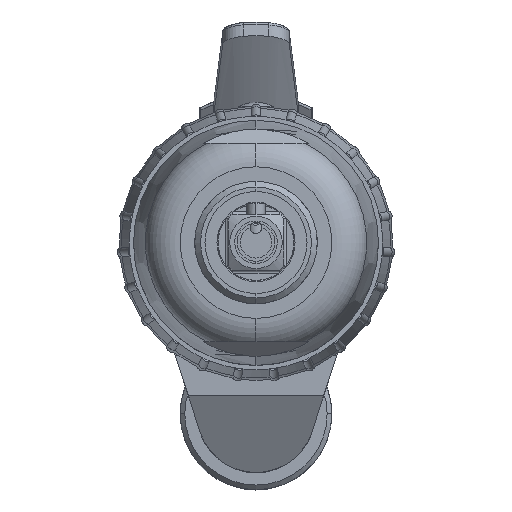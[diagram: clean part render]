
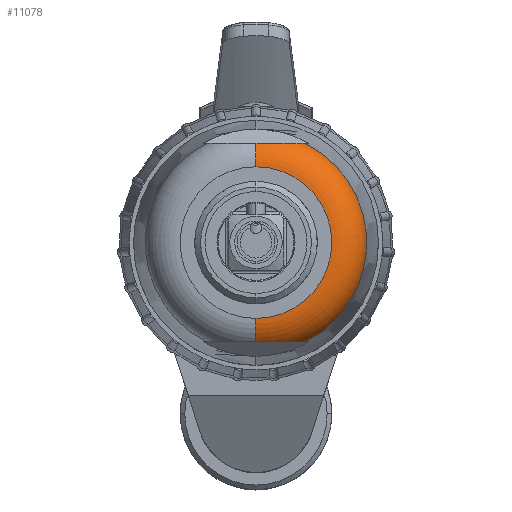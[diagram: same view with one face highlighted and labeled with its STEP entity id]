
A CAD part, top view. The second image highlights one B-rep face of the part: STEP entity #11078.
In plain terms, the highlighted toroidal (fillet/blend) face has major radius 13 mm and minor radius 6 mm.
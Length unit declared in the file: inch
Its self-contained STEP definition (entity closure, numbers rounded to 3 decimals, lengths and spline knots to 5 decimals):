
#1996=CARTESIAN_POINT('',(0.,0.,6.49606));
#1997=DIRECTION('',(0.,0.,1.));
#1998=DIRECTION('',(0.,-1.,0.));
#1999=AXIS2_PLACEMENT_3D('',#1996,#1997,#1998);
#2016=CARTESIAN_POINT('',(0.,-0.66929,
6.43591));
#2017=CARTESIAN_POINT('',(0.00684,-0.66929,
6.43591));
#2018=CARTESIAN_POINT('',(0.02047,-0.66929,
6.43572));
#2019=CARTESIAN_POINT('',(0.04081,-0.66929,
6.43488));
#2020=CARTESIAN_POINT('',(0.06087,-0.66929,
6.43349));
#2021=CARTESIAN_POINT('',(0.08051,-0.66929,
6.43156));
#2022=CARTESIAN_POINT('',(0.09964,-0.66929,
6.42912));
#2023=CARTESIAN_POINT('',(0.11815,-0.66929,
6.42617));
#2024=CARTESIAN_POINT('',(0.13596,-0.66929,
6.42275));
#2025=CARTESIAN_POINT('',(0.153,-0.66929,
6.41888));
#2026=CARTESIAN_POINT('',(0.16924,-0.66929,
6.41461));
#2027=CARTESIAN_POINT('',(0.18462,-0.66929,
6.40995));
#2028=CARTESIAN_POINT('',(0.19915,-0.66929,
6.40494));
#2029=CARTESIAN_POINT('',(0.2128,-0.66929,
6.39962));
#2030=CARTESIAN_POINT('',(0.22559,-0.66929,
6.39403));
#2031=CARTESIAN_POINT('',(0.23752,-0.66929,
6.38818));
#2032=CARTESIAN_POINT('',(0.24861,-0.66929,
6.38213));
#2033=CARTESIAN_POINT('',(0.25886,-0.66929,
6.37591));
#2034=CARTESIAN_POINT('',(0.26824,-0.66929,
6.36958));
#2035=CARTESIAN_POINT('',(0.2768,-0.66929,
6.36319));
#2036=CARTESIAN_POINT('',(0.28456,-0.66929,
6.35677));
#2037=CARTESIAN_POINT('',(0.29158,-0.66929,
6.35034));
#2038=CARTESIAN_POINT('',(0.29793,-0.66929,
6.34389));
#2039=CARTESIAN_POINT('',(0.30365,-0.66929,
6.33746));
#2040=CARTESIAN_POINT('',(0.30877,-0.66929,
6.33103));
#2041=CARTESIAN_POINT('',(0.31333,-0.66929,
6.32463));
#2042=CARTESIAN_POINT('',(0.31737,-0.66929,
6.31824));
#2043=CARTESIAN_POINT('',(0.32092,-0.66929,
6.31188));
#2044=CARTESIAN_POINT('',(0.32401,-0.66929,
6.30555));
#2045=CARTESIAN_POINT('',(0.32665,-0.66929,
6.29923));
#2046=CARTESIAN_POINT('',(0.32886,-0.66929,
6.29295));
#2047=CARTESIAN_POINT('',(0.33068,-0.66929,
6.28668));
#2048=CARTESIAN_POINT('',(0.33162,-0.66929,
6.28251));
#2049=CARTESIAN_POINT('',(0.33203,-0.66929,
6.28043));
#2051=CARTESIAN_POINT('',(0.,-0.5118,6.25984));
#2052=DIRECTION('',(1.,0.,0.));
#2053=DIRECTION('',(0.,0.,1.));
#2054=AXIS2_PLACEMENT_3D('',#2051,#2052,#2053);
#2056=CARTESIAN_POINT('',(0.33203,0.66929,
6.28043));
#2057=CARTESIAN_POINT('',(0.33162,0.66929,
6.28251));
#2058=CARTESIAN_POINT('',(0.33068,0.66929,
6.28669));
#2059=CARTESIAN_POINT('',(0.32886,0.66929,
6.29297));
#2060=CARTESIAN_POINT('',(0.32664,0.66929,
6.29926));
#2061=CARTESIAN_POINT('',(0.32399,0.66929,
6.30559));
#2062=CARTESIAN_POINT('',(0.3209,0.66929,
6.31193));
#2063=CARTESIAN_POINT('',(0.31734,0.66929,
6.3183));
#2064=CARTESIAN_POINT('',(0.31328,0.66929,
6.3247));
#2065=CARTESIAN_POINT('',(0.30871,0.66929,
6.33111));
#2066=CARTESIAN_POINT('',(0.30357,0.66929,
6.33755));
#2067=CARTESIAN_POINT('',(0.29784,0.66929,6.344));
#2068=CARTESIAN_POINT('',(0.29147,0.66929,
6.35045));
#2069=CARTESIAN_POINT('',(0.28442,0.66929,
6.35689));
#2070=CARTESIAN_POINT('',(0.27663,0.66929,
6.36332));
#2071=CARTESIAN_POINT('',(0.26805,0.66929,
6.36972));
#2072=CARTESIAN_POINT('',(0.25863,0.66929,
6.37606));
#2073=CARTESIAN_POINT('',(0.24834,0.66929,
6.38229));
#2074=CARTESIAN_POINT('',(0.23723,0.66929,
6.38834));
#2075=CARTESIAN_POINT('',(0.22527,0.66929,
6.39418));
#2076=CARTESIAN_POINT('',(0.21246,0.66929,
6.39976));
#2077=CARTESIAN_POINT('',(0.1988,0.66929,
6.40507));
#2078=CARTESIAN_POINT('',(0.18426,0.66929,
6.41006));
#2079=CARTESIAN_POINT('',(0.16888,0.66929,
6.41471));
#2080=CARTESIAN_POINT('',(0.15265,0.66929,
6.41897));
#2081=CARTESIAN_POINT('',(0.13563,0.66929,
6.42282));
#2082=CARTESIAN_POINT('',(0.11785,0.66929,
6.42622));
#2083=CARTESIAN_POINT('',(0.09937,0.66929,
6.42915));
#2084=CARTESIAN_POINT('',(0.08029,0.66929,
6.43159));
#2085=CARTESIAN_POINT('',(0.06069,0.66929,
6.43351));
#2086=CARTESIAN_POINT('',(0.04069,0.66929,
6.43489));
#2087=CARTESIAN_POINT('',(0.02041,0.66929,
6.43572));
#2088=CARTESIAN_POINT('',(0.00682,0.66929,
6.43591));
#2089=CARTESIAN_POINT('',(0.,0.66929,
6.43591));
#2095=CARTESIAN_POINT('',(0.33203,-0.66929,
6.28043));
#2102=CARTESIAN_POINT('',(0.,0.,6.28043));
#2103=DIRECTION('',(0.,0.,1.));
#2104=DIRECTION('',(0.444,-0.896,0.));
#2105=AXIS2_PLACEMENT_3D('',#2102,#2103,#2104);
#2112=CARTESIAN_POINT('',(0.33203,0.66929,
6.28043));
#8140=CARTESIAN_POINT('',(0.,-0.66929,
6.43591));
#8142=CARTESIAN_POINT('',(0.,0.66929,
6.43591));
#8177=CARTESIAN_POINT('',(0.,0.5118,6.25984));
#8178=DIRECTION('',(-1.,0.,0.));
#8179=DIRECTION('',(0.,0.,1.));
#8180=AXIS2_PLACEMENT_3D('',#8177,#8178,#8179);
#8627=CARTESIAN_POINT('',(0.,-0.5118,6.49606));
#8628=CARTESIAN_POINT('',(0.,0.5118,6.49606));
#8629=VERTEX_POINT('',#8627);
#8630=VERTEX_POINT('',#8628);
#8635=VERTEX_POINT('',#2112);
#8636=VERTEX_POINT('',#8142);
#8643=VERTEX_POINT('',#2095);
#8644=VERTEX_POINT('',#8140);
#11060=CARTESIAN_POINT('',(0.,0.,6.25984));
#11061=DIRECTION('',(0.,0.,1.));
#11062=DIRECTION('',(-0.006,-1.,0.));
#11063=AXIS2_PLACEMENT_3D('',#11060,#11061,#11062);
#11064=TOROIDAL_SURFACE('',#11063,0.5118,0.23622);
#11066=ORIENTED_EDGE('',*,*,#11065,.F.);
#11068=ORIENTED_EDGE('',*,*,#11067,.F.);
#11069=ORIENTED_EDGE('',*,*,#11048,.T.);
#11071=ORIENTED_EDGE('',*,*,#11070,.T.);
#11073=ORIENTED_EDGE('',*,*,#11072,.F.);
#11075=ORIENTED_EDGE('',*,*,#11074,.F.);
#11076=EDGE_LOOP('',(#11066,#11068,#11069,#11071,#11073,#11075));
#11077=FACE_OUTER_BOUND('',#11076,.F.);
#11078=ADVANCED_FACE('',(#11077),#11064,.T.);
#2000=CIRCLE('',#1999,0.5118);
#2050=B_SPLINE_CURVE_WITH_KNOTS('',3,(#2016,#2017,#2018,#2019,#2020,#2021,#2022,
#2023,#2024,#2025,#2026,#2027,#2028,#2029,#2030,#2031,#2032,#2033,#2034,#2035,
#2036,#2037,#2038,#2039,#2040,#2041,#2042,#2043,#2044,#2045,#2046,#2047,#2048,
#2049),.UNSPECIFIED.,.F.,.F.,(4,1,1,1,1,1,1,1,1,1,1,1,1,1,1,1,1,1,1,1,1,1,1,1,1,
1,1,1,1,1,1,4),(0.,0.03226,0.06452,0.09677,
0.12903,0.16129,0.19355,0.22581,
0.25806,0.29032,0.32258,0.35484,
0.3871,0.41935,0.45161,0.48387,
0.51613,0.54839,0.58065,0.6129,
0.64516,0.67742,0.70968,0.74194,
0.77419,0.80645,0.83871,0.87097,
0.90323,0.93548,0.96774,1.),.UNSPECIFIED.);
#2055=CIRCLE('',#2054,0.23622);
#2090=B_SPLINE_CURVE_WITH_KNOTS('',3,(#2056,#2057,#2058,#2059,#2060,#2061,#2062,
#2063,#2064,#2065,#2066,#2067,#2068,#2069,#2070,#2071,#2072,#2073,#2074,#2075,
#2076,#2077,#2078,#2079,#2080,#2081,#2082,#2083,#2084,#2085,#2086,#2087,#2088,
#2089),.UNSPECIFIED.,.F.,.F.,(4,1,1,1,1,1,1,1,1,1,1,1,1,1,1,1,1,1,1,1,1,1,1,1,1,
1,1,1,1,1,1,4),(0.,0.03226,0.06452,0.09677,
0.12903,0.16129,0.19355,0.22581,
0.25806,0.29032,0.32258,0.35484,
0.3871,0.41935,0.45161,0.48387,
0.51613,0.54839,0.58065,0.6129,
0.64516,0.67742,0.70968,0.74194,
0.77419,0.80645,0.83871,0.87097,
0.90323,0.93548,0.96774,1.),.UNSPECIFIED.);
#2106=CIRCLE('',#2105,0.74713);
#8181=CIRCLE('',#8180,0.23622);
#11048=EDGE_CURVE('',#8629,#8630,#2000,.T.);
#11065=EDGE_CURVE('',#8644,#8643,#2050,.T.);
#11067=EDGE_CURVE('',#8629,#8644,#2055,.T.);
#11070=EDGE_CURVE('',#8630,#8636,#8181,.T.);
#11072=EDGE_CURVE('',#8635,#8636,#2090,.T.);
#11074=EDGE_CURVE('',#8643,#8635,#2106,.T.);
